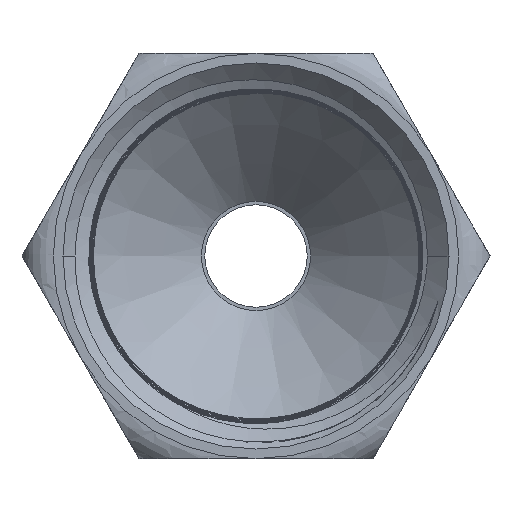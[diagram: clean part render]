
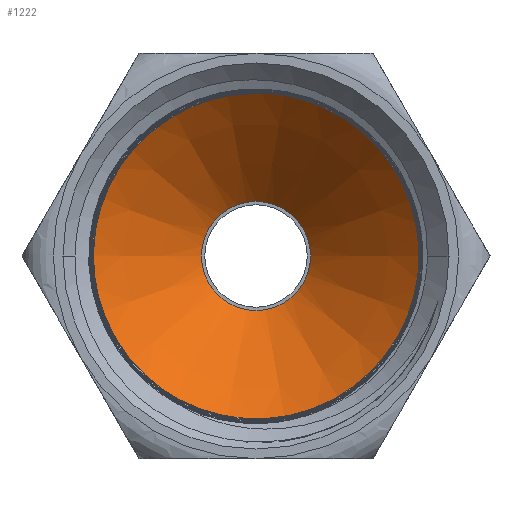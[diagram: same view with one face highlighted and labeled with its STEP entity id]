
A CAD part, left-side view. The second image highlights one B-rep face of the part: STEP entity #1222.
In plain terms, the highlighted conical face has half-angle 45 degrees and reference radius 2.413 mm.
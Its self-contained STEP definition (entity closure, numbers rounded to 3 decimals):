
#43=CONICAL_SURFACE('',#1308,2.413,0.785);
#89=LINE('',#2201,#142);
#142=VECTOR('',#1443,2.413);
#307=FACE_OUTER_BOUND('',#383,.T.);
#383=EDGE_LOOP('',(#854,#855,#856,#857,#858,#859));
#462=CIRCLE('',#1309,2.574);
#463=CIRCLE('',#1310,8.114);
#464=CIRCLE('',#1311,8.114);
#465=CIRCLE('',#1312,8.114);
#515=VERTEX_POINT('',#2198);
#516=VERTEX_POINT('',#2200);
#517=VERTEX_POINT('',#2202);
#518=VERTEX_POINT('',#2204);
#652=EDGE_CURVE('',#515,#515,#462,.T.);
#653=EDGE_CURVE('',#515,#516,#89,.T.);
#654=EDGE_CURVE('',#516,#517,#463,.T.);
#655=EDGE_CURVE('',#517,#518,#464,.T.);
#656=EDGE_CURVE('',#518,#516,#465,.T.);
#854=ORIENTED_EDGE('',*,*,#652,.F.);
#855=ORIENTED_EDGE('',*,*,#653,.T.);
#856=ORIENTED_EDGE('',*,*,#654,.T.);
#857=ORIENTED_EDGE('',*,*,#655,.T.);
#858=ORIENTED_EDGE('',*,*,#656,.T.);
#859=ORIENTED_EDGE('',*,*,#653,.F.);
#1222=ADVANCED_FACE('',(#307),#43,.F.);
#1308=AXIS2_PLACEMENT_3D('',#2197,#1439,#1440);
#1309=AXIS2_PLACEMENT_3D('',#2199,#1441,#1442);
#1310=AXIS2_PLACEMENT_3D('',#2203,#1444,#1445);
#1311=AXIS2_PLACEMENT_3D('',#2205,#1446,#1447);
#1312=AXIS2_PLACEMENT_3D('',#2206,#1448,#1449);
#1439=DIRECTION('center_axis',(-1.,0.,0.));
#1440=DIRECTION('ref_axis',(0.,0.,1.));
#1441=DIRECTION('center_axis',(-1.,0.,0.));
#1442=DIRECTION('ref_axis',(0.,0.,1.));
#1443=DIRECTION('',(-0.707,0.,-0.707));
#1444=DIRECTION('center_axis',(-1.,0.,0.));
#1445=DIRECTION('ref_axis',(0.,0.,1.));
#1446=DIRECTION('center_axis',(-1.,0.,0.));
#1447=DIRECTION('ref_axis',(0.,0.,1.));
#1448=DIRECTION('center_axis',(-1.,0.,0.));
#1449=DIRECTION('ref_axis',(0.,0.,1.));
#2197=CARTESIAN_POINT('Origin',(16.059,0.,0.));
#2198=CARTESIAN_POINT('',(15.898,0.,-2.574));
#2199=CARTESIAN_POINT('Origin',(15.898,0.,0.));
#2200=CARTESIAN_POINT('',(10.358,0.,-8.114));
#2201=CARTESIAN_POINT('',(16.059,0.,-2.413));
#2202=CARTESIAN_POINT('',(10.358,8.114,0.));
#2203=CARTESIAN_POINT('Origin',(10.358,0.,0.));
#2204=CARTESIAN_POINT('',(10.358,0.176,-8.112));
#2205=CARTESIAN_POINT('Origin',(10.358,0.,0.));
#2206=CARTESIAN_POINT('Origin',(10.358,0.,0.));
